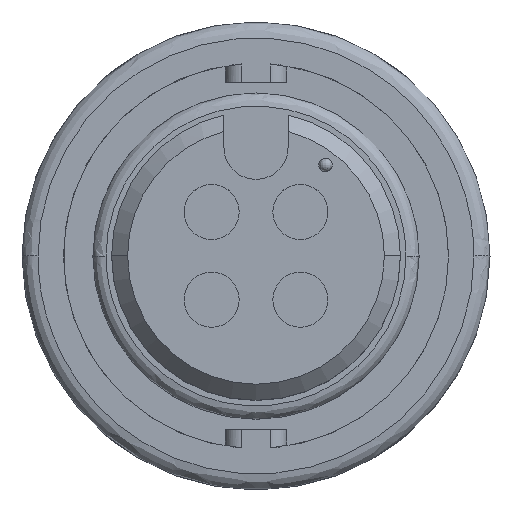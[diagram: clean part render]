
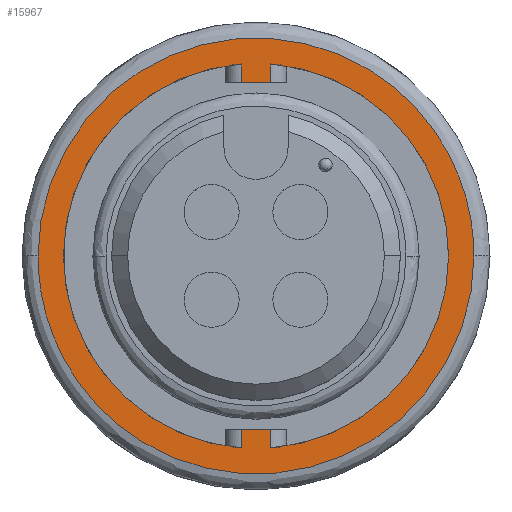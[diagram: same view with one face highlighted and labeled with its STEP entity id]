
A CAD part, top view. The second image highlights one B-rep face of the part: STEP entity #15967.
In plain terms, the highlighted planar face has unit normal (0, 0, 1).
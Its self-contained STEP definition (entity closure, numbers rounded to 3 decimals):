
#910 = EDGE_LOOP ( 'NONE', ( #26303, #25917, #26235, #26099, #26311, #25966, #26310, #25835, #26308 ) ) ;
#912 = EDGE_LOOP ( 'NONE', ( #25936, #26232 ) ) ;
#2477 = PLANE ( 'NONE',  #18665 ) ;
#2478 = CARTESIAN_POINT ( 'NONE',  ( 0., 0., -3.251 ) ) ;
#2479 = DIRECTION ( 'NONE',  ( 0., 0., 1. ) ) ;
#2480 = DIRECTION ( 'NONE',  ( 1., 0., 0. ) ) ;
#5528 = EDGE_CURVE ( 'NONE', #10552, #10577, #9610, .T. ) ;
#9608 = DIRECTION ( 'NONE',  ( 1., 0., 0. ) ) ;
#9609 = CARTESIAN_POINT ( 'NONE',  ( -0.698, -8.255, -3.251 ) ) ;
#9610 = LINE ( 'NONE', #9609, #23376 ) ;
#9917 = AXIS2_PLACEMENT_3D ( 'NONE', #22531, #22532, #22533 ) ;
#10517 = VERTEX_POINT ( 'NONE', #22890 ) ;
#10519 = VERTEX_POINT ( 'NONE', #22892 ) ;
#10552 = VERTEX_POINT ( 'NONE', #22925 ) ;
#10577 = VERTEX_POINT ( 'NONE', #22950 ) ;
#10687 = VERTEX_POINT ( 'NONE', #23060 ) ;
#12308 = CIRCLE ( 'NONE', #9917, 9.144 ) ;
#12868 = EDGE_CURVE ( 'NONE', #26344, #26269, #15036, .T. ) ;
#12872 = EDGE_CURVE ( 'NONE', #26082, #26300, #12308, .T. ) ;
#13095 = CIRCLE ( 'NONE', #18322, 9.144 ) ;
#13607 = CARTESIAN_POINT ( 'NONE',  ( 10.35, 0., -3.251 ) ) ;
#13608 = CARTESIAN_POINT ( 'NONE',  ( 10.35, -20.701, -3.251 ) ) ;
#13609 = CARTESIAN_POINT ( 'NONE',  ( -10.35, -20.701, -3.251 ) ) ;
#13610 = CARTESIAN_POINT ( 'NONE',  ( -10.35, 0., -3.251 ) ) ;
#14267 = CARTESIAN_POINT ( 'NONE',  ( -0.698, 9.117, -3.251 ) ) ;
#14278 = CARTESIAN_POINT ( 'NONE',  ( -0.698, -9.117, -3.251 ) ) ;
#14367 = CARTESIAN_POINT ( 'NONE',  ( 0.698, 9.117, -3.251 ) ) ;
#14443 = CARTESIAN_POINT ( 'NONE',  ( 10.35, 0., -3.251 ) ) ;
#14460 = CARTESIAN_POINT ( 'NONE',  ( 9.144, 0., -3.251 ) ) ;
#14477 = CARTESIAN_POINT ( 'NONE',  ( -10.35, 0., -3.251 ) ) ;
#15036 =( BOUNDED_CURVE ( )  B_SPLINE_CURVE ( 3, ( #22518, #22519, #22520, #22521 ),
 .UNSPECIFIED., .F., .T. ) 
 B_SPLINE_CURVE_WITH_KNOTS ( ( 4, 4 ),
 ( 0., 1. ),
 .UNSPECIFIED. ) 
 CURVE ( )  GEOMETRIC_REPRESENTATION_ITEM ( )  RATIONAL_B_SPLINE_CURVE ( ( 1., 0.333, 0.333, 1. ) ) 
 REPRESENTATION_ITEM ( '' )  );
#15967 = ADVANCED_FACE ( 'NONE', ( #18682, #18667 ), #2477, .T. ) ;
#18321 = VECTOR ( 'NONE', #24336, 1000. ) ;
#18322 = AXIS2_PLACEMENT_3D ( 'NONE', #24337, #24338, #24339 ) ;
#18340 = VECTOR ( 'NONE', #24252, 1000. ) ;
#18346 = VECTOR ( 'NONE', #24242, 1000. ) ;
#18624 = VECTOR ( 'NONE', #24734, 1000. ) ;
#18627 = VECTOR ( 'NONE', #24750, 1000. ) ;
#18665 = AXIS2_PLACEMENT_3D ( 'NONE', #2478, #2479, #2480 ) ;
#18667 = FACE_BOUND ( 'NONE', #910, .T. ) ;
#18682 = FACE_OUTER_BOUND ( 'NONE', #912, .T. ) ;
#18826 = AXIS2_PLACEMENT_3D ( 'NONE', #24717, #24718, #24719 ) ;
#18899 =( BOUNDED_CURVE ( )  B_SPLINE_CURVE ( 3, ( #13607, #13608, #13609, #13610 ),
 .UNSPECIFIED., .F., .F. ) 
 B_SPLINE_CURVE_WITH_KNOTS ( ( 4, 4 ),
 ( 0., 1. ),
 .UNSPECIFIED. ) 
 CURVE ( )  GEOMETRIC_REPRESENTATION_ITEM ( )  RATIONAL_B_SPLINE_CURVE ( ( 1., 0.333, 0.333, 1. ) ) 
 REPRESENTATION_ITEM ( '' )  );
#20720 = EDGE_CURVE ( 'NONE', #10519, #10517, #24240, .T. ) ;
#20723 = EDGE_CURVE ( 'NONE', #10687, #10577, #24250, .T. ) ;
#20737 = EDGE_CURVE ( 'NONE', #10519, #26082, #24334, .T. ) ;
#20738 = EDGE_CURVE ( 'NONE', #26300, #10687, #13095, .T. ) ;
#20803 = EDGE_CURVE ( 'NONE', #25856, #25810, #23569, .T. ) ;
#20806 = EDGE_CURVE ( 'NONE', #10552, #25856, #24732, .T. ) ;
#20810 = EDGE_CURVE ( 'NONE', #25810, #10517, #24748, .T. ) ;
#21165 = EDGE_CURVE ( 'NONE', #26269, #26344, #18899, .T. ) ;
#22518 = CARTESIAN_POINT ( 'NONE',  ( -10.35, 0., -3.251 ) ) ;
#22519 = CARTESIAN_POINT ( 'NONE',  ( -10.35, 20.701, -3.251 ) ) ;
#22520 = CARTESIAN_POINT ( 'NONE',  ( 10.35, 20.701, -3.251 ) ) ;
#22521 = CARTESIAN_POINT ( 'NONE',  ( 10.35, 0., -3.251 ) ) ;
#22531 = CARTESIAN_POINT ( 'NONE',  ( 0., 0., -3.251 ) ) ;
#22532 = DIRECTION ( 'NONE',  ( 0., 0., -1. ) ) ;
#22533 = DIRECTION ( 'NONE',  ( 1., 0., 0. ) ) ;
#22890 = CARTESIAN_POINT ( 'NONE',  ( -0.698, 8.255, -3.251 ) ) ;
#22892 = CARTESIAN_POINT ( 'NONE',  ( 0.698, 8.255, -3.251 ) ) ;
#22925 = CARTESIAN_POINT ( 'NONE',  ( -0.698, -8.255, -3.251 ) ) ;
#22950 = CARTESIAN_POINT ( 'NONE',  ( 0.699, -8.255, -3.251 ) ) ;
#23060 = CARTESIAN_POINT ( 'NONE',  ( 0.699, -9.117, -3.251 ) ) ;
#23376 = VECTOR ( 'NONE', #9608, 1000. ) ;
#23569 = CIRCLE ( 'NONE', #18826, 9.144 ) ;
#24240 = LINE ( 'NONE', #24241, #18346 ) ;
#24241 = CARTESIAN_POINT ( 'NONE',  ( 0.698, 8.255, -3.251 ) ) ;
#24242 = DIRECTION ( 'NONE',  ( -1., 0., 0. ) ) ;
#24250 = LINE ( 'NONE', #24251, #18340 ) ;
#24251 = CARTESIAN_POINT ( 'NONE',  ( 0.699, 0., -3.251 ) ) ;
#24252 = DIRECTION ( 'NONE',  ( 0., 1., 0. ) ) ;
#24334 = LINE ( 'NONE', #24335, #18321 ) ;
#24335 = CARTESIAN_POINT ( 'NONE',  ( 0.698, 0., -3.251 ) ) ;
#24336 = DIRECTION ( 'NONE',  ( 0., 1., 0. ) ) ;
#24337 = CARTESIAN_POINT ( 'NONE',  ( 0., 0., -3.251 ) ) ;
#24338 = DIRECTION ( 'NONE',  ( 0., 0., -1. ) ) ;
#24339 = DIRECTION ( 'NONE',  ( 1., 0., 0. ) ) ;
#24717 = CARTESIAN_POINT ( 'NONE',  ( 0., 0., -3.251 ) ) ;
#24718 = DIRECTION ( 'NONE',  ( 0., 0., -1. ) ) ;
#24719 = DIRECTION ( 'NONE',  ( 1., 0., 0. ) ) ;
#24732 = LINE ( 'NONE', #24733, #18624 ) ;
#24733 = CARTESIAN_POINT ( 'NONE',  ( -0.698, 0., -3.251 ) ) ;
#24734 = DIRECTION ( 'NONE',  ( 0., -1., 0. ) ) ;
#24748 = LINE ( 'NONE', #24749, #18627 ) ;
#24749 = CARTESIAN_POINT ( 'NONE',  ( -0.698, 0., -3.251 ) ) ;
#24750 = DIRECTION ( 'NONE',  ( 0., -1., 0. ) ) ;
#25810 = VERTEX_POINT ( 'NONE', #14267 ) ;
#25835 = ORIENTED_EDGE ( 'NONE', *, *, #20810, .T. ) ;
#25856 = VERTEX_POINT ( 'NONE', #14278 ) ;
#25917 = ORIENTED_EDGE ( 'NONE', *, *, #12872, .T. ) ;
#25936 = ORIENTED_EDGE ( 'NONE', *, *, #12868, .F. ) ;
#25966 = ORIENTED_EDGE ( 'NONE', *, *, #20806, .T. ) ;
#26082 = VERTEX_POINT ( 'NONE', #14367 ) ;
#26099 = ORIENTED_EDGE ( 'NONE', *, *, #20723, .T. ) ;
#26232 = ORIENTED_EDGE ( 'NONE', *, *, #21165, .F. ) ;
#26235 = ORIENTED_EDGE ( 'NONE', *, *, #20738, .T. ) ;
#26269 = VERTEX_POINT ( 'NONE', #14443 ) ;
#26300 = VERTEX_POINT ( 'NONE', #14460 ) ;
#26303 = ORIENTED_EDGE ( 'NONE', *, *, #20737, .T. ) ;
#26308 = ORIENTED_EDGE ( 'NONE', *, *, #20720, .F. ) ;
#26310 = ORIENTED_EDGE ( 'NONE', *, *, #20803, .T. ) ;
#26311 = ORIENTED_EDGE ( 'NONE', *, *, #5528, .F. ) ;
#26344 = VERTEX_POINT ( 'NONE', #14477 ) ;
